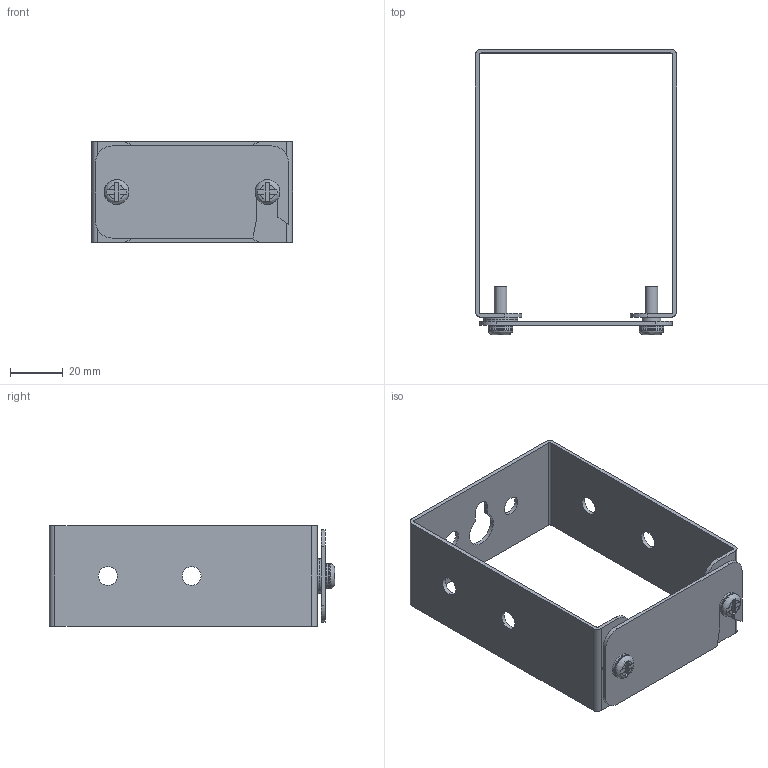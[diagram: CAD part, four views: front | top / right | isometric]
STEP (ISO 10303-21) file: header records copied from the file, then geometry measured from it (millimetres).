
FILE_DESCRIPTION (( 'STEP AP214' ), '1' );
FILE_NAME ('CMRC34BK1.STEP', '2020-11-19T20:02:21', ( '' ), ( '' ), 'SwSTEP 2.0', 'SolidWorks 2019', '' );
FILE_SCHEMA (( 'AUTOMOTIVE_DESIGN' ));
Length unit declared in the file: inch
Products named in the file (1): CMRC34BK1
Bounding box: 76.2 x 108.2 x 38.1 mm (x, y, z)
Volume: 20729.5 mm3; surface area: 30480.2 mm2
Topology: 8 solids, 8 shells, 129 faces, 317 edges, 210 vertices
Faces by surface type: plane 84, cylinder 41, bspline 4
Full cylindrical faces by diameter (mm): 3.967 x2, 4.801 x2, 7.112 x2, 7.137 x8, 7.938 x2, 7.95 x1, 9.347 x4, 12.954 x2
Entity records: 3963 total; most frequent: CARTESIAN_POINT 850, DIRECTION 596, ORIENTED_EDGE 576, EDGE_CURVE 288, AXIS2_PLACEMENT_3D 212, VERTEX_POINT 208, EDGE_LOOP 190, VECTOR 172
